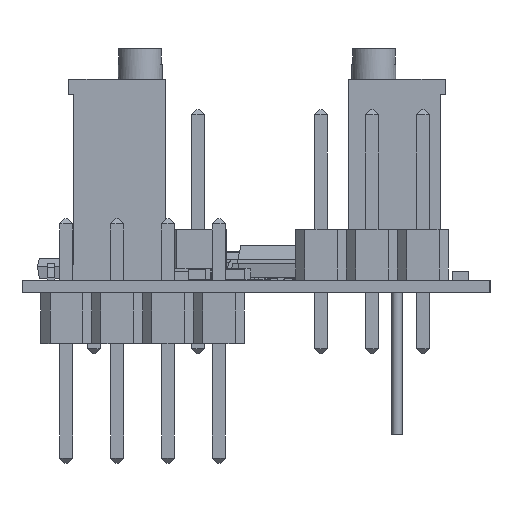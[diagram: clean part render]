
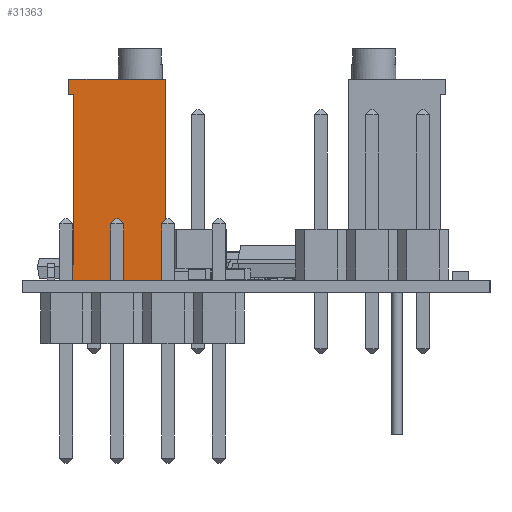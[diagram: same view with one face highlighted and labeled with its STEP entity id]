
A CAD part, left-side view. The second image highlights one B-rep face of the part: STEP entity #31363.
In plain terms, the highlighted face is planar.
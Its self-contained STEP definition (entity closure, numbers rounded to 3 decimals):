
#31080 = VERTEX_POINT('',#31081);
#31081 = CARTESIAN_POINT('',(4.765,9.27,2.41));
#31087 = EDGE_CURVE('',#31088,#31080,#31090,.T.);
#31088 = VERTEX_POINT('',#31089);
#31089 = CARTESIAN_POINT('',(4.765,10.03,2.41));
#31090 = LINE('',#31091,#31092);
#31091 = CARTESIAN_POINT('',(4.765,10.03,2.41));
#31092 = VECTOR('',#31093,1.);
#31093 = DIRECTION('',(0.,-1.,0.));
#31110 = VERTEX_POINT('',#31111);
#31111 = CARTESIAN_POINT('',(4.765,0.76,2.41));
#31128 = VERTEX_POINT('',#31129);
#31129 = CARTESIAN_POINT('',(4.765,0.,2.41));
#31135 = EDGE_CURVE('',#31110,#31128,#31136,.T.);
#31136 = LINE('',#31137,#31138);
#31137 = CARTESIAN_POINT('',(4.765,10.03,2.41));
#31138 = VECTOR('',#31139,1.);
#31139 = DIRECTION('',(0.,-1.,0.));
#31172 = EDGE_CURVE('',#31088,#31173,#31175,.T.);
#31173 = VERTEX_POINT('',#31174);
#31174 = CARTESIAN_POINT('',(4.765,10.03,-2.42));
#31175 = LINE('',#31176,#31177);
#31176 = CARTESIAN_POINT('',(4.765,10.03,2.41));
#31177 = VECTOR('',#31178,1.);
#31178 = DIRECTION('',(0.,0.,-1.));
#31345 = VERTEX_POINT('',#31346);
#31346 = CARTESIAN_POINT('',(4.765,0.,-2.42));
#31352 = EDGE_CURVE('',#31128,#31345,#31353,.T.);
#31353 = LINE('',#31354,#31355);
#31354 = CARTESIAN_POINT('',(4.765,0.,2.41));
#31355 = VECTOR('',#31356,1.);
#31356 = DIRECTION('',(0.,0.,-1.));
#31363 = ADVANCED_FACE('',(#31364),#31398,.T.);
#31364 = FACE_BOUND('',#31365,.T.);
#31365 = EDGE_LOOP('',(#31366,#31374,#31382,#31388,#31389,#31390,#31396,
    #31397));
#31366 = ORIENTED_EDGE('',*,*,#31367,.F.);
#31367 = EDGE_CURVE('',#31368,#31080,#31370,.T.);
#31368 = VERTEX_POINT('',#31369);
#31369 = CARTESIAN_POINT('',(4.765,9.27,2.155));
#31370 = LINE('',#31371,#31372);
#31371 = CARTESIAN_POINT('',(4.765,9.27,2.155));
#31372 = VECTOR('',#31373,1.);
#31373 = DIRECTION('',(0.,0.,1.));
#31374 = ORIENTED_EDGE('',*,*,#31375,.F.);
#31375 = EDGE_CURVE('',#31376,#31368,#31378,.T.);
#31376 = VERTEX_POINT('',#31377);
#31377 = CARTESIAN_POINT('',(4.765,0.76,2.155));
#31378 = LINE('',#31379,#31380);
#31379 = CARTESIAN_POINT('',(4.765,0.,2.155));
#31380 = VECTOR('',#31381,1.);
#31381 = DIRECTION('',(0.,1.,0.));
#31382 = ORIENTED_EDGE('',*,*,#31383,.T.);
#31383 = EDGE_CURVE('',#31376,#31110,#31384,.T.);
#31384 = LINE('',#31385,#31386);
#31385 = CARTESIAN_POINT('',(4.765,0.76,2.155));
#31386 = VECTOR('',#31387,1.);
#31387 = DIRECTION('',(0.,0.,1.));
#31388 = ORIENTED_EDGE('',*,*,#31135,.T.);
#31389 = ORIENTED_EDGE('',*,*,#31352,.T.);
#31390 = ORIENTED_EDGE('',*,*,#31391,.F.);
#31391 = EDGE_CURVE('',#31173,#31345,#31392,.T.);
#31392 = LINE('',#31393,#31394);
#31393 = CARTESIAN_POINT('',(4.765,10.03,-2.42));
#31394 = VECTOR('',#31395,1.);
#31395 = DIRECTION('',(0.,-1.,0.));
#31396 = ORIENTED_EDGE('',*,*,#31172,.F.);
#31397 = ORIENTED_EDGE('',*,*,#31087,.T.);
#31398 = PLANE('',#31399);
#31399 = AXIS2_PLACEMENT_3D('',#31400,#31401,#31402);
#31400 = CARTESIAN_POINT('',(4.765,10.03,2.41));
#31401 = DIRECTION('',(1.,0.,0.));
#31402 = DIRECTION('',(0.,0.,-1.));
